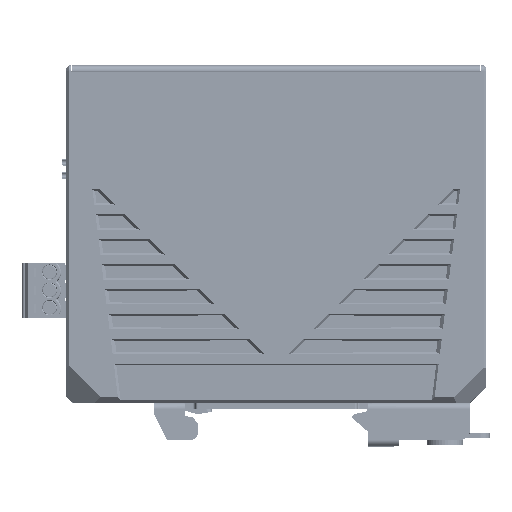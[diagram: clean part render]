
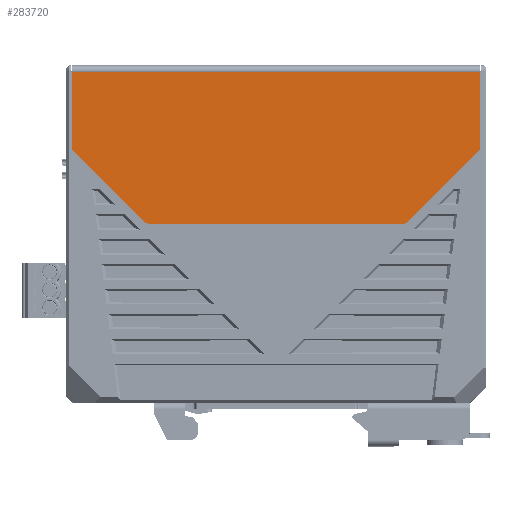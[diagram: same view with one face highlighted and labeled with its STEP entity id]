
A CAD part, left-side view. The second image highlights one B-rep face of the part: STEP entity #283720.
In plain terms, the highlighted planar face has unit normal (-1, 0, 0).
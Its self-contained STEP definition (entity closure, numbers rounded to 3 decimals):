
#277157=DIRECTION('',(0.,-1.,0.));
#277158=VECTOR('',#277157,78.6);
#277159=CARTESIAN_POINT('',(-9.,39.3,1.303));
#277160=LINE('',#277159,#277158);
#277161=DIRECTION('',(0.,-0.707,0.707));
#277162=VECTOR('',#277161,19.809);
#277163=CARTESIAN_POINT('',(-9.,-25.293,-27.707));
#277164=LINE('',#277163,#277162);
#277165=CARTESIAN_POINT('',(-9.,-24.586,-27.));
#277166=DIRECTION('',(-1.,0.,0.));
#277167=DIRECTION('',(0.,0.,-1.));
#277168=AXIS2_PLACEMENT_3D('',#277165,#277166,#277167);
#277170=CARTESIAN_POINT('',(-9.,24.586,-27.));
#277171=DIRECTION('',(-1.,0.,0.));
#277172=DIRECTION('',(0.,0.707,-0.707));
#277173=AXIS2_PLACEMENT_3D('',#277170,#277171,#277172);
#277175=DIRECTION('',(0.,-0.707,-0.707));
#277176=VECTOR('',#277175,19.809);
#277177=CARTESIAN_POINT('',(-9.,39.3,-13.7));
#277178=LINE('',#277177,#277176);
#277179=DIRECTION('',(0.,0.,1.));
#277180=VECTOR('',#277179,15.003);
#277181=CARTESIAN_POINT('',(-9.,39.3,-13.7));
#277182=LINE('',#277181,#277180);
#277183=CARTESIAN_POINT('',(-9.,-39.3,1.303));
#277192=DIRECTION('',(0.,0.,1.));
#277193=VECTOR('',#277192,15.003);
#277194=CARTESIAN_POINT('',(-9.,-39.3,-13.7));
#277195=LINE('',#277194,#277193);
#277212=DIRECTION('',(0.,1.,0.));
#277213=VECTOR('',#277212,49.172);
#277214=CARTESIAN_POINT('',(-9.,-24.586,-28.));
#277215=LINE('',#277214,#277213);
#280573=VERTEX_POINT('',#277183);
#280574=CARTESIAN_POINT('',(-9.,39.3,1.303));
#280575=VERTEX_POINT('',#280574);
#280597=CARTESIAN_POINT('',(-9.,39.3,-13.7));
#280598=VERTEX_POINT('',#280597);
#280599=CARTESIAN_POINT('',(-9.,-39.3,-13.7));
#280600=VERTEX_POINT('',#280599);
#280601=CARTESIAN_POINT('',(-9.,-25.293,-27.707));
#280602=VERTEX_POINT('',#280601);
#280603=CARTESIAN_POINT('',(-9.,-24.586,-28.));
#280604=VERTEX_POINT('',#280603);
#280605=CARTESIAN_POINT('',(-9.,24.586,-28.));
#280606=VERTEX_POINT('',#280605);
#280607=CARTESIAN_POINT('',(-9.,25.293,-27.707));
#280608=VERTEX_POINT('',#280607);
#283699=CARTESIAN_POINT('',(-9.,0.,-13.35));
#283700=DIRECTION('',(1.,0.,0.));
#283701=DIRECTION('',(0.,-1.,0.));
#283702=AXIS2_PLACEMENT_3D('',#283699,#283700,#283701);
#283703=PLANE('',#283702);
#283704=ORIENTED_EDGE('',*,*,#283575,.T.);
#283706=ORIENTED_EDGE('',*,*,#283705,.F.);
#283708=ORIENTED_EDGE('',*,*,#283707,.F.);
#283710=ORIENTED_EDGE('',*,*,#283709,.F.);
#283712=ORIENTED_EDGE('',*,*,#283711,.T.);
#283714=ORIENTED_EDGE('',*,*,#283713,.F.);
#283716=ORIENTED_EDGE('',*,*,#283715,.F.);
#283717=ORIENTED_EDGE('',*,*,#283691,.T.);
#283718=EDGE_LOOP('',(#283704,#283706,#283708,#283710,#283712,#283714,#283716,
#283717));
#283719=FACE_OUTER_BOUND('',#283718,.F.);
#277169=CIRCLE('',#277168,1.);
#277174=CIRCLE('',#277173,1.);
#283575=EDGE_CURVE('',#280575,#280573,#277160,.T.);
#283691=EDGE_CURVE('',#280598,#280575,#277182,.T.);
#283705=EDGE_CURVE('',#280600,#280573,#277195,.T.);
#283707=EDGE_CURVE('',#280602,#280600,#277164,.T.);
#283709=EDGE_CURVE('',#280604,#280602,#277169,.T.);
#283711=EDGE_CURVE('',#280604,#280606,#277215,.T.);
#283713=EDGE_CURVE('',#280608,#280606,#277174,.T.);
#283715=EDGE_CURVE('',#280598,#280608,#277178,.T.);
#283720=ADVANCED_FACE('',(#283719),#283703,.F.);
